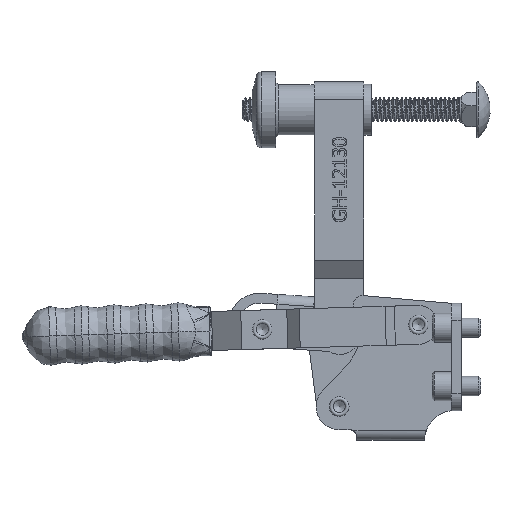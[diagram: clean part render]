
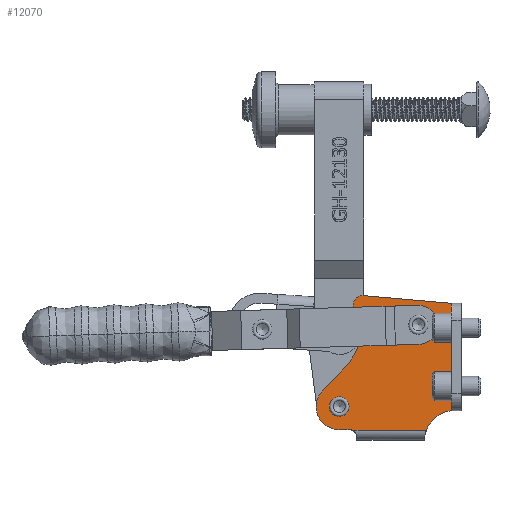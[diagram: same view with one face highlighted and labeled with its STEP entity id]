
A CAD part, left-side view. The second image highlights one B-rep face of the part: STEP entity #12070.
In plain terms, the highlighted planar face has unit normal (-1, 0, 0).
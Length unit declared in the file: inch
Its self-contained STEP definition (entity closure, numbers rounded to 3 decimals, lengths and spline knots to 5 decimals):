
#935=FACE_BOUND('',#2327,.T.);
#936=FACE_BOUND('',#2328,.T.);
#1052=CIRCLE('',#12989,0.11811);
#1088=CIRCLE('',#13054,0.09646);
#1091=CIRCLE('',#13064,0.29528);
#1093=CIRCLE('',#13067,0.98425);
#1095=CIRCLE('',#13071,0.29528);
#1096=CIRCLE('',#13074,0.09843);
#1098=CIRCLE('',#13077,0.3937);
#1100=CIRCLE('',#13081,0.12598);
#1624=FACE_OUTER_BOUND('',#2326,.T.);
#2326=EDGE_LOOP('',(#8422,#8423,#8424,#8425,#8426,#8427,#8428,#8429,#8430,
#8431,#8432));
#2327=EDGE_LOOP('',(#8433));
#2328=EDGE_LOOP('',(#8434));
#3125=LINE('',#16995,#4047);
#3131=LINE('',#17021,#4053);
#3143=LINE('',#17053,#4065);
#3147=LINE('',#17065,#4069);
#3149=LINE('',#17074,#4071);
#4047=VECTOR('',#14316,0.3937);
#4053=VECTOR('',#14326,1.);
#4065=VECTOR('',#14358,1.);
#4069=VECTOR('',#14370,1.);
#4071=VECTOR('',#14386,1.);
#4899=VERTEX_POINT('',#16772);
#4900=VERTEX_POINT('',#16773);
#4961=VERTEX_POINT('',#16973);
#4963=VERTEX_POINT('',#16979);
#4964=VERTEX_POINT('',#16994);
#4967=VERTEX_POINT('',#17017);
#4968=VERTEX_POINT('',#17019);
#4974=VERTEX_POINT('',#17039);
#4976=VERTEX_POINT('',#17045);
#4978=VERTEX_POINT('',#17051);
#4980=VERTEX_POINT('',#17057);
#4982=VERTEX_POINT('',#17063);
#4983=VERTEX_POINT('',#17076);
#6160=EDGE_CURVE('',#4899,#4900,#1052,.T.);
#6248=EDGE_CURVE('',#4961,#4961,#1088,.T.);
#6252=EDGE_CURVE('',#4963,#4964,#3125,.T.);
#6259=EDGE_CURVE('',#4968,#4967,#3131,.F.);
#6269=EDGE_CURVE('',#4974,#4899,#1091,.T.);
#6272=EDGE_CURVE('',#4976,#4974,#1093,.T.);
#6275=EDGE_CURVE('',#4978,#4976,#3143,.T.);
#6278=EDGE_CURVE('',#4980,#4978,#1095,.T.);
#6281=EDGE_CURVE('',#4982,#4980,#3147,.T.);
#6282=EDGE_CURVE('',#4964,#4982,#1096,.T.);
#6284=EDGE_CURVE('',#4967,#4963,#1098,.T.);
#6287=EDGE_CURVE('',#4900,#4968,#3149,.T.);
#6288=EDGE_CURVE('',#4983,#4983,#1100,.T.);
#8422=ORIENTED_EDGE('',*,*,#6282,.F.);
#8423=ORIENTED_EDGE('',*,*,#6252,.F.);
#8424=ORIENTED_EDGE('',*,*,#6284,.F.);
#8425=ORIENTED_EDGE('',*,*,#6259,.F.);
#8426=ORIENTED_EDGE('',*,*,#6287,.F.);
#8427=ORIENTED_EDGE('',*,*,#6160,.F.);
#8428=ORIENTED_EDGE('',*,*,#6269,.F.);
#8429=ORIENTED_EDGE('',*,*,#6272,.F.);
#8430=ORIENTED_EDGE('',*,*,#6275,.F.);
#8431=ORIENTED_EDGE('',*,*,#6278,.F.);
#8432=ORIENTED_EDGE('',*,*,#6281,.F.);
#8433=ORIENTED_EDGE('',*,*,#6288,.T.);
#8434=ORIENTED_EDGE('',*,*,#6248,.F.);
#11457=PLANE('',#13084);
#12070=ADVANCED_FACE('',(#1624,#935,#936),#11457,.T.);
#12989=AXIS2_PLACEMENT_3D('',#16774,#14129,#14130);
#13054=AXIS2_PLACEMENT_3D('',#16974,#14309,#14310);
#13064=AXIS2_PLACEMENT_3D('',#17041,#14345,#14346);
#13067=AXIS2_PLACEMENT_3D('',#17047,#14352,#14353);
#13071=AXIS2_PLACEMENT_3D('',#17059,#14364,#14365);
#13074=AXIS2_PLACEMENT_3D('',#17067,#14373,#14374);
#13077=AXIS2_PLACEMENT_3D('',#17070,#14379,#14380);
#13081=AXIS2_PLACEMENT_3D('',#17077,#14389,#14390);
#13084=AXIS2_PLACEMENT_3D('',#17082,#14396,#14397);
#14129=DIRECTION('center_axis',(1.,0.,0.));
#14130=DIRECTION('ref_axis',(0.,-0.996,-0.087));
#14309=DIRECTION('center_axis',(-1.,0.,0.));
#14310=DIRECTION('ref_axis',(0.,0.,-1.));
#14316=DIRECTION('',(0.,0.,1.));
#14326=DIRECTION('',(0.,-1.,0.));
#14345=DIRECTION('center_axis',(-1.,0.,0.));
#14346=DIRECTION('ref_axis',(0.,-0.729,-0.685));
#14352=DIRECTION('center_axis',(-1.,0.,0.));
#14353=DIRECTION('ref_axis',(0.,0.235,-0.972));
#14358=DIRECTION('',(0.,-0.721,-0.693));
#14364=DIRECTION('center_axis',(1.,0.,0.));
#14365=DIRECTION('ref_axis',(0.,-0.693,0.721));
#14370=DIRECTION('',(0.,0.,1.));
#14373=DIRECTION('center_axis',(-1.,0.,0.));
#14374=DIRECTION('ref_axis',(0.,-1.,0.));
#14379=DIRECTION('center_axis',(-1.,0.,0.));
#14380=DIRECTION('ref_axis',(0.,-0.353,0.936));
#14386=DIRECTION('',(0.,0.087,-0.996));
#14389=DIRECTION('center_axis',(1.,0.,0.));
#14390=DIRECTION('ref_axis',(0.,0.,1.));
#14396=DIRECTION('center_axis',(-1.,0.,0.));
#14397=DIRECTION('ref_axis',(0.,-1.,0.));
#16772=CARTESIAN_POINT('',(-0.25197,-1.26912,1.34698));
#16773=CARTESIAN_POINT('',(-0.25197,-1.47286,1.25583));
#16774=CARTESIAN_POINT('Origin',(-0.25197,-1.3552,1.26612));
#16973=CARTESIAN_POINT('',(-0.25197,-1.09843,0.64764));
#16974=CARTESIAN_POINT('Origin',(-0.25197,-1.09843,0.55118));
#16979=CARTESIAN_POINT('',(-0.25197,0.25197,0.44721));
#16994=CARTESIAN_POINT('',(-0.25197,0.25197,1.40131));
#16995=CARTESIAN_POINT('',(-0.25197,0.25197,0.44721));
#17017=CARTESIAN_POINT('',(-0.25197,0.,0.12598));
#17019=CARTESIAN_POINT('',(-0.25197,-1.37402,0.12598));
#17021=CARTESIAN_POINT('',(-0.25197,-0.56102,0.12598));
#17039=CARTESIAN_POINT('',(-0.25197,-0.98451,1.2622));
#17041=CARTESIAN_POINT('Origin',(-0.25197,-1.05395,1.5492));
#17045=CARTESIAN_POINT('',(-0.25197,-0.53349,1.50957));
#17047=CARTESIAN_POINT('Origin',(-0.25197,-1.21587,2.21888));
#17051=CARTESIAN_POINT('',(-0.25197,-0.25472,1.77775));
#17053=CARTESIAN_POINT('',(-0.25197,-0.53578,1.50737));
#17057=CARTESIAN_POINT('',(-0.25197,0.24527,1.56496));
#17059=CARTESIAN_POINT('Origin',(-0.25197,-0.05001,
1.56496));
#17063=CARTESIAN_POINT('',(-0.25197,0.24527,1.43701));
#17065=CARTESIAN_POINT('',(-0.25197,0.24527,0.7815));
#17067=CARTESIAN_POINT('Origin',(-0.25197,0.34369,1.43701));
#17070=CARTESIAN_POINT('Origin',(-0.25197,0.39087,0.07882));
#17074=CARTESIAN_POINT('',(-0.25197,-1.41726,0.62032));
#17076=CARTESIAN_POINT('',(-0.25197,-0.05001,1.69094));
#17077=CARTESIAN_POINT('Origin',(-0.25197,-0.05001,
1.56496));
#17082=CARTESIAN_POINT('Origin',(-0.25197,0.25197,0.12598));
